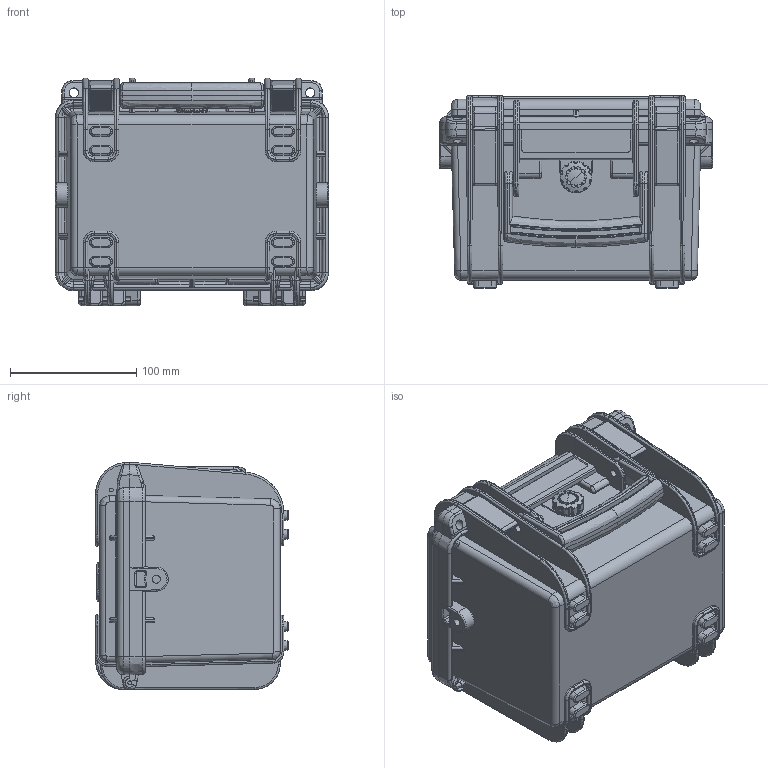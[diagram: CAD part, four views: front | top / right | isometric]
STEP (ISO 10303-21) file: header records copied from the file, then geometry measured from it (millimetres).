
FILE_DESCRIPTION (( 'STEP AP203' ), '1' );
FILE_NAME ('ZG-0805-0501.STEP', '2014-07-31T19:04:43', ( '' ), ( '' ), 'SwSTEP 2.0', 'SolidWorks 2014', '' );
FILE_SCHEMA (( 'CONFIG_CONTROL_DESIGN' ));
Length unit declared in the file: inch
Products named in the file (6): ZG-0805-0501; 0805-0501 bottom shell; 0805-0501 and 0805-0301 top shell; mini latch; 1908-13 2209-14 Maniglia; small valve
Assembly tree (6 placements, depth 2):
  ZG-0805-0501
    0805-0501 bottom shell
    0805-0501 and 0805-0301 top shell
    mini latch  x2
    1908-13 2209-14 Maniglia
    small valve
Bounding box: 216.2 x 152.5 x 180.2 mm (x, y, z)
Volume: 798528.6 mm3; surface area: 414982.5 mm2
Topology: 3 solids, 6 shells, 2971 faces, 7695 edges, 4774 vertices
Faces by surface type: cylinder 1122, plane 1021, bspline 658, cone 72, torus 58, sphere 40
Entity records: 130152 total; most frequent: CARTESIAN_POINT 67405, ORIENTED_EDGE 14538, DIRECTION 10788, EDGE_CURVE 7274, VERTEX_POINT 4525, AXIS2_PLACEMENT_3D 3636, LINE 3516, VECTOR 3516
